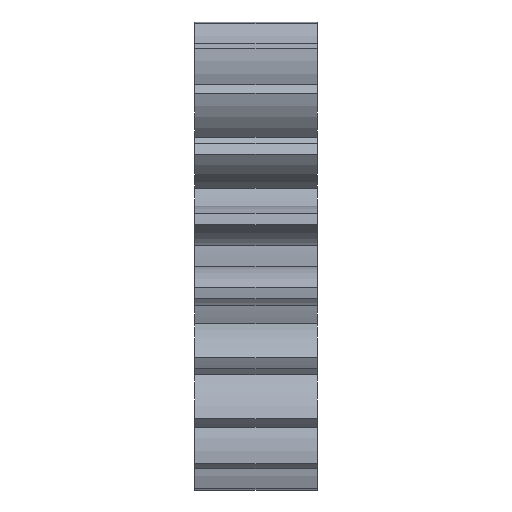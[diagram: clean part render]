
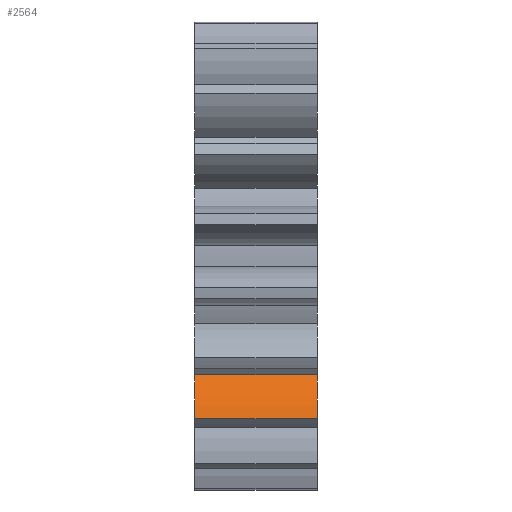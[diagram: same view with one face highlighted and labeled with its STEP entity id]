
A CAD part, front view. The second image highlights one B-rep face of the part: STEP entity #2564.
In plain terms, the highlighted cylindrical face has radius 7 mm (diameter 14 mm), a partial arc.
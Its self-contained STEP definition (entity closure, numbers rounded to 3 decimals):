
#5 = EDGE_LOOP ( 'NONE', ( #1686, #1187, #2152, #2756 ) ) ;
#25 = CIRCLE ( 'NONE', #1809, 7. ) ;
#37 = EDGE_CURVE ( 'NONE', #1210, #2998, #25, .T. ) ;
#64 = FACE_OUTER_BOUND ( 'NONE', #5, .T. ) ;
#74 = CARTESIAN_POINT ( 'NONE',  ( 0., -7.121, -14.823 ) ) ;
#98 = CARTESIAN_POINT ( 'NONE',  ( 10., -11.866, -9.677 ) ) ;
#120 = EDGE_CURVE ( 'NONE', #446, #1210, #1803, .T. ) ;
#418 = CARTESIAN_POINT ( 'NONE',  ( 5., -13.946, -13.269 ) ) ;
#446 = VERTEX_POINT ( 'NONE', #915 ) ;
#578 = DIRECTION ( 'NONE',  ( 0., -0.588, 0.809 ) ) ;
#673 = CARTESIAN_POINT ( 'NONE',  ( 10., -13.946, -13.269 ) ) ;
#915 = CARTESIAN_POINT ( 'NONE',  ( 0., -13.946, -13.269 ) ) ;
#1187 = ORIENTED_EDGE ( 'NONE', *, *, #37, .T. ) ;
#1210 = VERTEX_POINT ( 'NONE', #673 ) ;
#1303 = CARTESIAN_POINT ( 'NONE',  ( 10., -11.866, -9.677 ) ) ;
#1342 = AXIS2_PLACEMENT_3D ( 'NONE', #74, #2016, #2993 ) ;
#1549 = DIRECTION ( 'NONE',  ( -1., 0., 0. ) ) ;
#1572 = DIRECTION ( 'NONE',  ( 1., 0., 0. ) ) ;
#1668 = CARTESIAN_POINT ( 'NONE',  ( 0., -11.866, -9.677 ) ) ;
#1686 = ORIENTED_EDGE ( 'NONE', *, *, #120, .T. ) ;
#1743 = VERTEX_POINT ( 'NONE', #1668 ) ;
#1753 = DIRECTION ( 'NONE',  ( -1., 0., 0. ) ) ;
#1798 = CARTESIAN_POINT ( 'NONE',  ( 10., -7.121, -14.823 ) ) ;
#1803 = LINE ( 'NONE', #418, #1955 ) ;
#1809 = AXIS2_PLACEMENT_3D ( 'NONE', #2761, #1753, #578 ) ;
#1933 = VECTOR ( 'NONE', #2468, 1000. ) ;
#1955 = VECTOR ( 'NONE', #1572, 1000. ) ;
#2016 = DIRECTION ( 'NONE',  ( 1., 0., 0. ) ) ;
#2060 = CIRCLE ( 'NONE', #1342, 7. ) ;
#2152 = ORIENTED_EDGE ( 'NONE', *, *, #2715, .T. ) ;
#2202 = EDGE_CURVE ( 'NONE', #1743, #446, #2060, .T. ) ;
#2468 = DIRECTION ( 'NONE',  ( -1., 0., 0. ) ) ;
#2508 = DIRECTION ( 'NONE',  ( 0., 0., 1. ) ) ;
#2564 = ADVANCED_FACE ( 'NONE', ( #64 ), #2773, .T. ) ;
#2715 = EDGE_CURVE ( 'NONE', #2998, #1743, #2948, .T. ) ;
#2756 = ORIENTED_EDGE ( 'NONE', *, *, #2202, .T. ) ;
#2761 = CARTESIAN_POINT ( 'NONE',  ( 10., -7.121, -14.823 ) ) ;
#2773 = CYLINDRICAL_SURFACE ( 'NONE', #3166, 7. ) ;
#2948 = LINE ( 'NONE', #1303, #1933 ) ;
#2993 = DIRECTION ( 'NONE',  ( 0., 0., -1. ) ) ;
#2998 = VERTEX_POINT ( 'NONE', #98 ) ;
#3166 = AXIS2_PLACEMENT_3D ( 'NONE', #1798, #1549, #2508 ) ;
